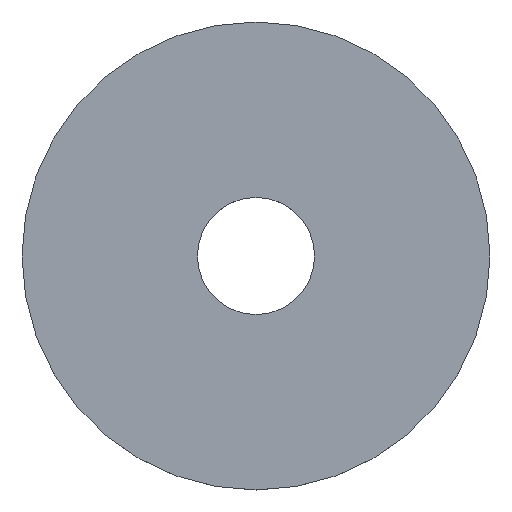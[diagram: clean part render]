
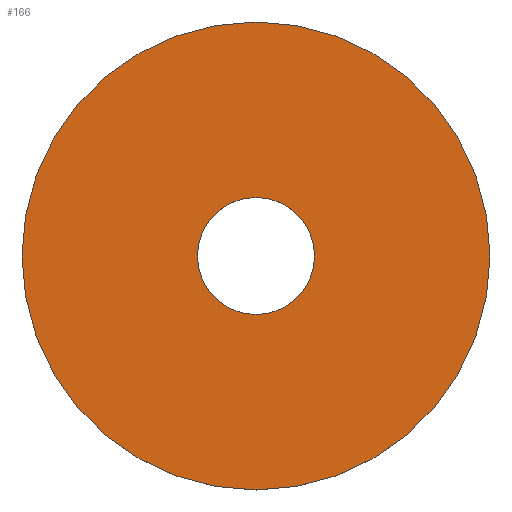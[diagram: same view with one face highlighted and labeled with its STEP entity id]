
A CAD part, top view. The second image highlights one B-rep face of the part: STEP entity #166.
In plain terms, the highlighted planar face has unit normal (0, 0, 1).
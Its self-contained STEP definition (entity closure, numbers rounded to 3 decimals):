
#1 = CARTESIAN_POINT ( 'NONE',  ( 0., 0., 0.6 ) ) ;
#6 = VERTEX_POINT ( 'NONE', #134 ) ;
#8 = AXIS2_PLACEMENT_3D ( 'NONE', #28, #160, #126 ) ;
#14 = ORIENTED_EDGE ( 'NONE', *, *, #139, .T. ) ;
#16 = PLANE ( 'NONE',  #8 ) ;
#28 = CARTESIAN_POINT ( 'NONE',  ( 0., 2.5, 0.6 ) ) ;
#33 = CARTESIAN_POINT ( 'NONE',  ( 0., 2.5, 0.6 ) ) ;
#42 = FACE_BOUND ( 'NONE', #68, .T. ) ;
#45 = VERTEX_POINT ( 'NONE', #33 ) ;
#52 = EDGE_LOOP ( 'NONE', ( #118 ) ) ;
#58 = DIRECTION ( 'NONE',  ( 0., 0., -1. ) ) ;
#59 = AXIS2_PLACEMENT_3D ( 'NONE', #1, #58, #169 ) ;
#68 = EDGE_LOOP ( 'NONE', ( #14 ) ) ;
#73 = CIRCLE ( 'NONE', #167, 10. ) ;
#81 = DIRECTION ( 'NONE',  ( 0., 0., -1. ) ) ;
#94 = CARTESIAN_POINT ( 'NONE',  ( 0., 0., 0.6 ) ) ;
#97 = EDGE_CURVE ( 'NONE', #6, #6, #73, .T. ) ;
#118 = ORIENTED_EDGE ( 'NONE', *, *, #97, .F. ) ;
#126 = DIRECTION ( 'NONE',  ( 0., -1., 0. ) ) ;
#134 = CARTESIAN_POINT ( 'NONE',  ( 0., 10., 0.6 ) ) ;
#138 = FACE_OUTER_BOUND ( 'NONE', #52, .T. ) ;
#139 = EDGE_CURVE ( 'NONE', #45, #45, #155, .T. ) ;
#148 = DIRECTION ( 'NONE',  ( 0., 1., 0. ) ) ;
#155 = CIRCLE ( 'NONE', #59, 2.5 ) ;
#160 = DIRECTION ( 'NONE',  ( 0., 0., 1. ) ) ;
#166 = ADVANCED_FACE ( 'NONE', ( #42, #138 ), #16, .T. ) ;
#167 = AXIS2_PLACEMENT_3D ( 'NONE', #94, #81, #148 ) ;
#169 = DIRECTION ( 'NONE',  ( 0., 1., 0. ) ) ;
